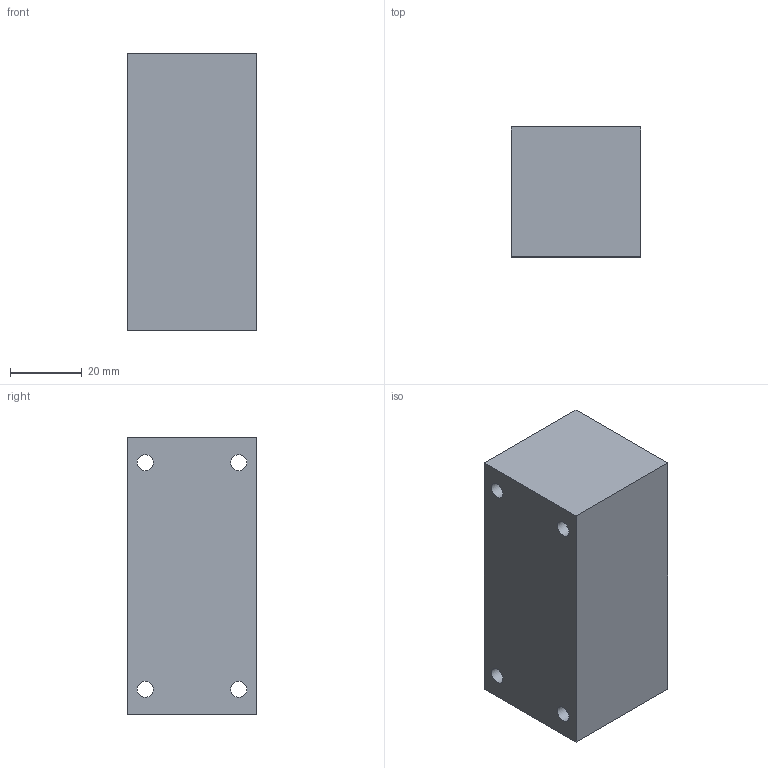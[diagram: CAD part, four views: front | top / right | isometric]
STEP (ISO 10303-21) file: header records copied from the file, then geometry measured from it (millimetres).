
FILE_DESCRIPTION (( 'STEP AP214' ), '1' );
FILE_NAME ('L-28-520_Airtec.step', '2018-12-06T07:32:30', ( '' ), ( '' ), 'SwSTEP 2.0', 'SolidWorks 2010', '' );
FILE_SCHEMA (( 'AUTOMOTIVE_DESIGN' ));
Length unit declared in the file: millimetre
Products named in the file (1): L-28-520_Airtec
Bounding box: 36 x 36 x 77 mm (x, y, z)
Volume: 92746.3 mm3; surface area: 17675.7 mm2
Topology: 1 solids, 1 shells, 152 faces, 420 edges, 280 vertices
Faces by surface type: plane 130, cylinder 15, cone 7
Full cylindrical faces by diameter (mm): 4.5 x4, 7.4 x4, 8.566 x7
Entity records: 4588 total; most frequent: CARTESIAN_POINT 803, ORIENTED_EDGE 768, DIRECTION 720, EDGE_CURVE 384, LINE 354, VECTOR 354, VERTEX_POINT 266, EDGE_LOOP 192
